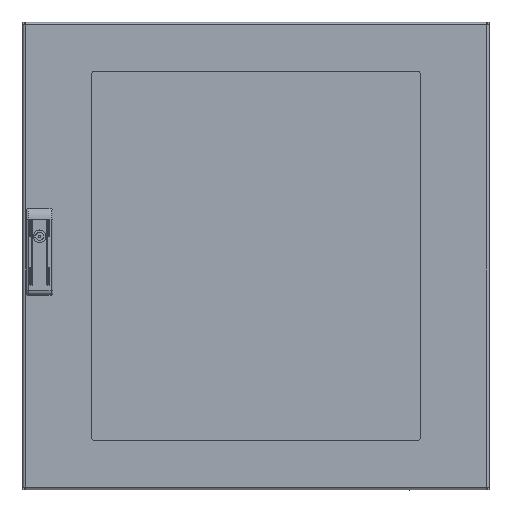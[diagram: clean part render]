
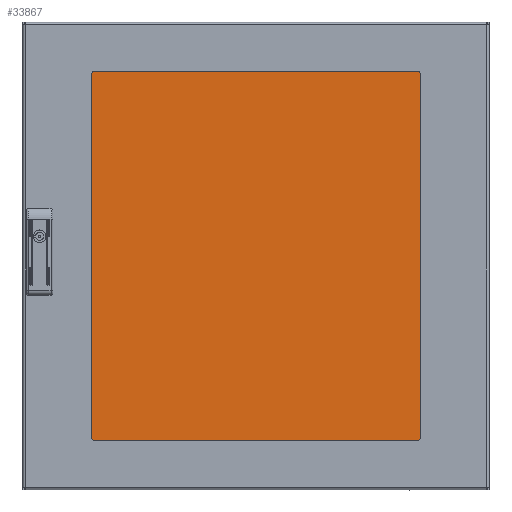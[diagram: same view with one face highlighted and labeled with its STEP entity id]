
A CAD part, top view. The second image highlights one B-rep face of the part: STEP entity #33867.
In plain terms, the highlighted planar face has unit normal (0, 0, 1).
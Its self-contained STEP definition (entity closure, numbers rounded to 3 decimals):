
#6019 = VERTEX_POINT ( 'NONE', #35874 ) ;
#6163 = VERTEX_POINT ( 'NONE', #36043 ) ;
#6277 = VERTEX_POINT ( 'NONE', #36188 ) ;
#6353 = VERTEX_POINT ( 'NONE', #36255 ) ;
#16809 = DIRECTION ( 'NONE',  ( 0., -1., 0. ) ) ;
#16836 = CARTESIAN_POINT ( 'NONE',  ( -220., 245.5, 0. ) ) ;
#18781 = EDGE_LOOP ( 'NONE', ( #30188, #30281, #30255, #30252 ) ) ;
#22256 = LINE ( 'NONE', #16836, #22264 ) ;
#22264 = VECTOR ( 'NONE', #16809, 1000. ) ;
#22280 = LINE ( 'NONE', #32073, #22286 ) ;
#22286 = VECTOR ( 'NONE', #32075, 1000. ) ;
#22307 = LINE ( 'NONE', #32119, #22311 ) ;
#22311 = VECTOR ( 'NONE', #32121, 1000. ) ;
#22316 = LINE ( 'NONE', #32109, #22320 ) ;
#22320 = VECTOR ( 'NONE', #32111, 1000. ) ;
#30188 = ORIENTED_EDGE ( 'NONE', *, *, #35232, .T. ) ;
#30252 = ORIENTED_EDGE ( 'NONE', *, *, #35250, .T. ) ;
#30255 = ORIENTED_EDGE ( 'NONE', *, *, #35212, .T. ) ;
#30281 = ORIENTED_EDGE ( 'NONE', *, *, #35256, .T. ) ;
#32073 = CARTESIAN_POINT ( 'NONE',  ( 220., 245.5, 0. ) ) ;
#32075 = DIRECTION ( 'NONE',  ( 0., 1., 0. ) ) ;
#32109 = CARTESIAN_POINT ( 'NONE',  ( -220., 245.5, 0. ) ) ;
#32111 = DIRECTION ( 'NONE',  ( -1., 0., 0. ) ) ;
#32119 = CARTESIAN_POINT ( 'NONE',  ( -220., -245.5, 0. ) ) ;
#32121 = DIRECTION ( 'NONE',  ( 1., 0., 0. ) ) ;
#33867 = ADVANCED_FACE ( 'NONE', ( #36900 ), #37836, .T. ) ;
#35212 = EDGE_CURVE ( 'NONE', #6353, #6163, #22256, .T. ) ;
#35232 = EDGE_CURVE ( 'NONE', #6019, #6277, #22280, .T. ) ;
#35250 = EDGE_CURVE ( 'NONE', #6163, #6019, #22307, .T. ) ;
#35256 = EDGE_CURVE ( 'NONE', #6277, #6353, #22316, .T. ) ;
#35874 = CARTESIAN_POINT ( 'NONE',  ( 220., -245.5, 0. ) ) ;
#36043 = CARTESIAN_POINT ( 'NONE',  ( -220., -245.5, 0. ) ) ;
#36188 = CARTESIAN_POINT ( 'NONE',  ( 220., 245.5, 0. ) ) ;
#36255 = CARTESIAN_POINT ( 'NONE',  ( -220., 245.5, 0. ) ) ;
#36900 = FACE_OUTER_BOUND ( 'NONE', #18781, .T. ) ;
#37828 = CARTESIAN_POINT ( 'NONE',  ( 0., 0., 0. ) ) ;
#37836 = PLANE ( 'NONE',  #41164 ) ;
#37838 = DIRECTION ( 'NONE',  ( 0., 0., 1. ) ) ;
#37839 = DIRECTION ( 'NONE',  ( 1., 0., 0. ) ) ;
#41164 = AXIS2_PLACEMENT_3D ( 'NONE', #37828, #37838, #37839 ) ;
